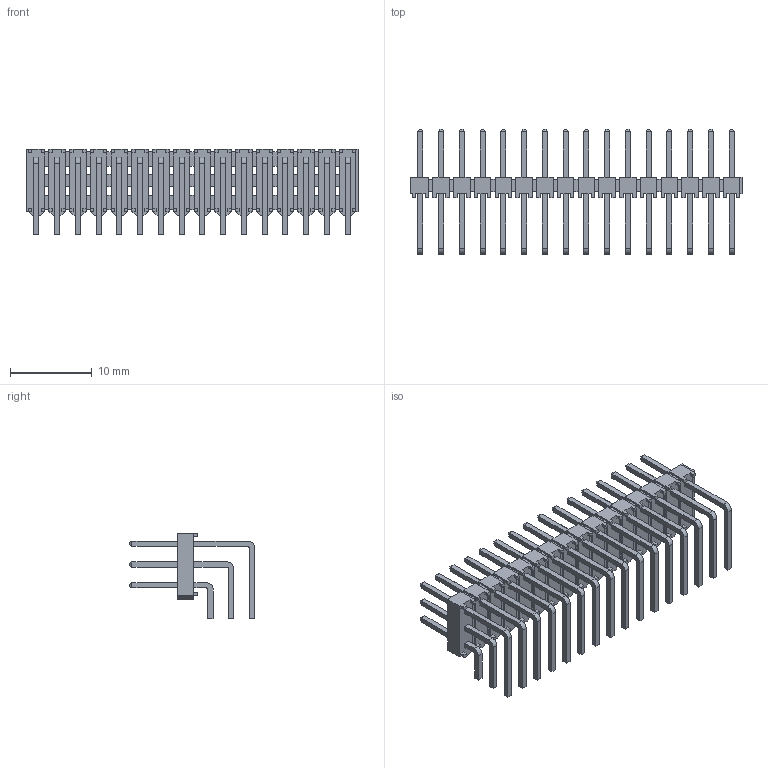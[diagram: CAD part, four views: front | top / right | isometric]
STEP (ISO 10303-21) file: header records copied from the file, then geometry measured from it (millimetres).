
FILE_DESCRIPTION(/* description */ (''),/* implementation_level */ '2;1');
FILE_NAME(/* name */ 'SAMTEC_TSW‐116‐08‐L‐T‐RA.stp',/* time_stamp */ '2016-11-08T12:33:14+01:00',/* author */ ('jchouvet'),/* organization */ (''),/* preprocessor_version */ 'ST-DEVELOPER v16.1',/* originating_system */ 'AutoCAD Mechanical',/* authorisation */ ' ');
FILE_SCHEMA (('AUTOMOTIVE_DESIGN { 1 0 10303 214 3 1 1 }'));
Length unit declared in the file: millimetre
Products named in the file (1): Product
Bounding box: 40.64 x 15.3 x 10.41 mm (x, y, z)
Volume: 922.2 mm3; surface area: 3506.4 mm2
Topology: 113 solids, 113 shells, 1546 faces, 3599 edges, 2324 vertices
Faces by surface type: plane 1450, cylinder 96
Entity records: 42881 total; most frequent: CARTESIAN_POINT 7470, ORIENTED_EDGE 7198, DIRECTION 6885, EDGE_CURVE 3599, LINE 3407, VECTOR 3407, VERTEX_POINT 2324, AXIS2_PLACEMENT_3D 1739
